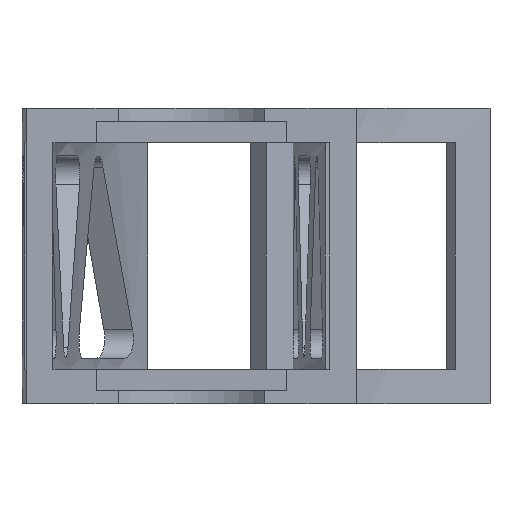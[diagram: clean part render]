
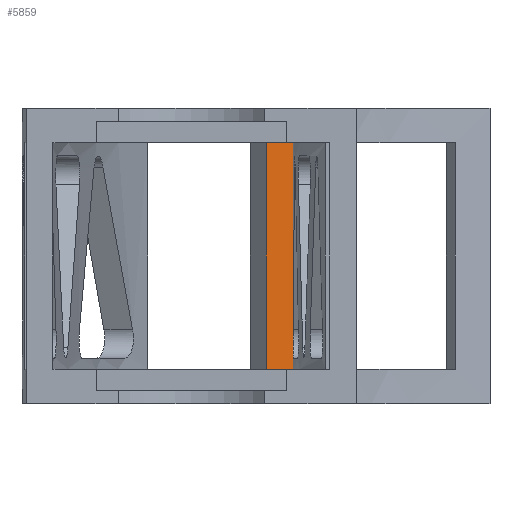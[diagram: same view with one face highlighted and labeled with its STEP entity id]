
A CAD part, left-side view. The second image highlights one B-rep face of the part: STEP entity #5859.
In plain terms, the highlighted planar face has unit normal (-0.731, -0.682, 0).
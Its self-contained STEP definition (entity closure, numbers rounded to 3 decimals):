
#32 = PLANE('',#33);
#33 = AXIS2_PLACEMENT_3D('',#34,#35,#36);
#34 = CARTESIAN_POINT('',(213.407,-15.793,0.));
#35 = DIRECTION('',(0.643,-0.766,0.));
#36 = DIRECTION('',(-0.766,-0.643,0.));
#197 = VERTEX_POINT('',#198);
#198 = CARTESIAN_POINT('',(210.729,-18.041,39.75));
#212 = PLANE('',#213);
#213 = AXIS2_PLACEMENT_3D('',#214,#215,#216);
#214 = CARTESIAN_POINT('',(216.84,-24.594,39.75));
#215 = DIRECTION('',(0.,0.,1.));
#216 = DIRECTION('',(-0.682,0.731,0.));
#224 = EDGE_CURVE('',#197,#225,#227,.T.);
#225 = VERTEX_POINT('',#226);
#226 = CARTESIAN_POINT('',(210.729,-18.041,5.25));
#227 = SURFACE_CURVE('',#228,(#232,#238),.PCURVE_S1.);
#228 = LINE('',#229,#230);
#229 = CARTESIAN_POINT('',(210.729,-18.041,2.625));
#230 = VECTOR('',#231,1.);
#231 = DIRECTION('',(0.,-0.,-1.));
#232 = PCURVE('',#32,#233);
#233 = DEFINITIONAL_REPRESENTATION('',(#234),#237);
#234 = B_SPLINE_CURVE_WITH_KNOTS('',1,(#235,#236),.UNSPECIFIED.,.F.,.F.,
  (2,2),(-37.125,-2.625),.PIECEWISE_BEZIER_KNOTS.);
#235 = CARTESIAN_POINT('',(3.496,-39.75));
#236 = CARTESIAN_POINT('',(3.496,-5.25));
#237 = ( GEOMETRIC_REPRESENTATION_CONTEXT(2) 
PARAMETRIC_REPRESENTATION_CONTEXT() REPRESENTATION_CONTEXT('2D SPACE',''
  ) );
#238 = PCURVE('',#239,#244);
#239 = PLANE('',#240);
#240 = AXIS2_PLACEMENT_3D('',#241,#242,#243);
#241 = CARTESIAN_POINT('',(216.84,-24.594,5.25));
#242 = DIRECTION('',(-0.731,-0.682,0.));
#243 = DIRECTION('',(0.,0.,1.));
#244 = DEFINITIONAL_REPRESENTATION('',(#245),#248);
#245 = B_SPLINE_CURVE_WITH_KNOTS('',1,(#246,#247),.UNSPECIFIED.,.F.,.F.,
  (2,2),(-37.125,-2.625),.PIECEWISE_BEZIER_KNOTS.);
#246 = CARTESIAN_POINT('',(34.5,8.96));
#247 = CARTESIAN_POINT('',(0.,8.96));
#248 = ( GEOMETRIC_REPRESENTATION_CONTEXT(2) 
PARAMETRIC_REPRESENTATION_CONTEXT() REPRESENTATION_CONTEXT('2D SPACE',''
  ) );
#266 = PLANE('',#267);
#267 = AXIS2_PLACEMENT_3D('',#268,#269,#270);
#268 = CARTESIAN_POINT('',(216.84,-24.594,5.25));
#269 = DIRECTION('',(0.,0.,1.));
#270 = DIRECTION('',(-0.682,0.731,0.));
#4284 = PLANE('',#4285);
#4285 = AXIS2_PLACEMENT_3D('',#4286,#4287,#4288);
#4286 = CARTESIAN_POINT('',(210.049,-6.315,5.25));
#4287 = DIRECTION('',(-0.682,0.731,0.));
#4288 = DIRECTION('',(0.,0.,1.));
#5736 = EDGE_CURVE('',#197,#5737,#5739,.T.);
#5737 = VERTEX_POINT('',#5738);
#5738 = CARTESIAN_POINT('',(204.564,-11.43,39.75));
#5739 = SURFACE_CURVE('',#5740,(#5744,#5751),.PCURVE_S1.);
#5740 = LINE('',#5741,#5742);
#5741 = CARTESIAN_POINT('',(216.84,-24.594,39.75));
#5742 = VECTOR('',#5743,1.);
#5743 = DIRECTION('',(-0.682,0.731,0.));
#5744 = PCURVE('',#212,#5745);
#5745 = DEFINITIONAL_REPRESENTATION('',(#5746),#5750);
#5746 = LINE('',#5747,#5748);
#5747 = CARTESIAN_POINT('',(0.,0.));
#5748 = VECTOR('',#5749,1.);
#5749 = DIRECTION('',(1.,0.));
#5750 = ( GEOMETRIC_REPRESENTATION_CONTEXT(2) 
PARAMETRIC_REPRESENTATION_CONTEXT() REPRESENTATION_CONTEXT('2D SPACE',''
  ) );
#5751 = PCURVE('',#239,#5752);
#5752 = DEFINITIONAL_REPRESENTATION('',(#5753),#5757);
#5753 = LINE('',#5754,#5755);
#5754 = CARTESIAN_POINT('',(34.5,0.));
#5755 = VECTOR('',#5756,1.);
#5756 = DIRECTION('',(0.,1.));
#5757 = ( GEOMETRIC_REPRESENTATION_CONTEXT(2) 
PARAMETRIC_REPRESENTATION_CONTEXT() REPRESENTATION_CONTEXT('2D SPACE',''
  ) );
#5859 = ADVANCED_FACE('',(#5860),#239,.T.);
#5860 = FACE_BOUND('',#5861,.T.);
#5861 = EDGE_LOOP('',(#5862,#5885,#5886,#5887));
#5862 = ORIENTED_EDGE('',*,*,#5863,.F.);
#5863 = EDGE_CURVE('',#225,#5864,#5866,.T.);
#5864 = VERTEX_POINT('',#5865);
#5865 = CARTESIAN_POINT('',(204.564,-11.43,5.25));
#5866 = SURFACE_CURVE('',#5867,(#5871,#5878),.PCURVE_S1.);
#5867 = LINE('',#5868,#5869);
#5868 = CARTESIAN_POINT('',(216.84,-24.594,5.25));
#5869 = VECTOR('',#5870,1.);
#5870 = DIRECTION('',(-0.682,0.731,0.));
#5871 = PCURVE('',#239,#5872);
#5872 = DEFINITIONAL_REPRESENTATION('',(#5873),#5877);
#5873 = LINE('',#5874,#5875);
#5874 = CARTESIAN_POINT('',(0.,0.));
#5875 = VECTOR('',#5876,1.);
#5876 = DIRECTION('',(0.,1.));
#5877 = ( GEOMETRIC_REPRESENTATION_CONTEXT(2) 
PARAMETRIC_REPRESENTATION_CONTEXT() REPRESENTATION_CONTEXT('2D SPACE',''
  ) );
#5878 = PCURVE('',#266,#5879);
#5879 = DEFINITIONAL_REPRESENTATION('',(#5880),#5884);
#5880 = LINE('',#5881,#5882);
#5881 = CARTESIAN_POINT('',(0.,0.));
#5882 = VECTOR('',#5883,1.);
#5883 = DIRECTION('',(1.,0.));
#5884 = ( GEOMETRIC_REPRESENTATION_CONTEXT(2) 
PARAMETRIC_REPRESENTATION_CONTEXT() REPRESENTATION_CONTEXT('2D SPACE',''
  ) );
#5885 = ORIENTED_EDGE('',*,*,#224,.F.);
#5886 = ORIENTED_EDGE('',*,*,#5736,.T.);
#5887 = ORIENTED_EDGE('',*,*,#5888,.T.);
#5888 = EDGE_CURVE('',#5737,#5864,#5889,.T.);
#5889 = SURFACE_CURVE('',#5890,(#5894,#5901),.PCURVE_S1.);
#5890 = LINE('',#5891,#5892);
#5891 = CARTESIAN_POINT('',(204.564,-11.43,5.25));
#5892 = VECTOR('',#5893,1.);
#5893 = DIRECTION('',(-0.,0.,-1.));
#5894 = PCURVE('',#239,#5895);
#5895 = DEFINITIONAL_REPRESENTATION('',(#5896),#5900);
#5896 = LINE('',#5897,#5898);
#5897 = CARTESIAN_POINT('',(0.,18.));
#5898 = VECTOR('',#5899,1.);
#5899 = DIRECTION('',(-1.,0.));
#5900 = ( GEOMETRIC_REPRESENTATION_CONTEXT(2) 
PARAMETRIC_REPRESENTATION_CONTEXT() REPRESENTATION_CONTEXT('2D SPACE',''
  ) );
#5901 = PCURVE('',#4284,#5902);
#5902 = DEFINITIONAL_REPRESENTATION('',(#5903),#5907);
#5903 = LINE('',#5904,#5905);
#5904 = CARTESIAN_POINT('',(0.,-7.5));
#5905 = VECTOR('',#5906,1.);
#5906 = DIRECTION('',(-1.,0.));
#5907 = ( GEOMETRIC_REPRESENTATION_CONTEXT(2) 
PARAMETRIC_REPRESENTATION_CONTEXT() REPRESENTATION_CONTEXT('2D SPACE',''
  ) );
